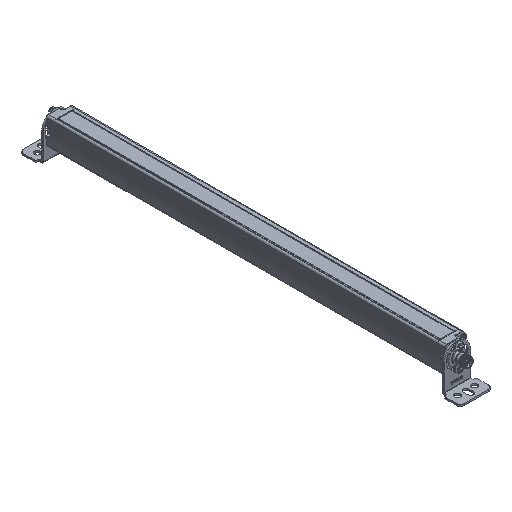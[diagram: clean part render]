
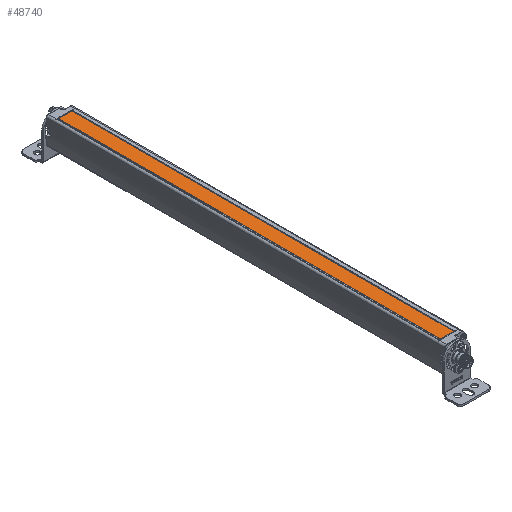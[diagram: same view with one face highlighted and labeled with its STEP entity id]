
A CAD part, isometric view. The second image highlights one B-rep face of the part: STEP entity #48740.
In plain terms, the highlighted planar face has unit normal (0, 0, 1).
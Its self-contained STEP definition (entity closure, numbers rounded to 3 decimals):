
#434=DIRECTION('',(1.,0.,0.));
#435=VECTOR('',#434,1.341);
#436=CARTESIAN_POINT('',(9.75,247.5,33.824));
#437=LINE('',#436,#435);
#652=DIRECTION('',(1.,0.,0.));
#653=VECTOR('',#652,22.415);
#654=CARTESIAN_POINT('',(-11.324,248.,33.824));
#655=LINE('',#654,#653);
#656=DIRECTION('',(-1.,0.,0.));
#657=VECTOR('',#656,22.415);
#658=CARTESIAN_POINT('',(11.091,-248.,33.824));
#659=LINE('',#658,#657);
#744=DIRECTION('',(0.,-1.,0.));
#745=VECTOR('',#744,0.5);
#746=CARTESIAN_POINT('',(-11.324,248.,33.824));
#747=LINE('',#746,#745);
#752=DIRECTION('',(1.,0.,0.));
#753=VECTOR('',#752,1.574);
#754=CARTESIAN_POINT('',(-11.324,247.5,33.824));
#755=LINE('',#754,#753);
#769=DIRECTION('',(0.,-1.,0.));
#770=VECTOR('',#769,495.);
#771=CARTESIAN_POINT('',(-9.75,247.5,33.824));
#772=LINE('',#771,#770);
#785=DIRECTION('',(1.,0.,0.));
#786=VECTOR('',#785,1.574);
#787=CARTESIAN_POINT('',(-11.324,-247.5,33.824));
#788=LINE('',#787,#786);
#802=DIRECTION('',(0.,1.,0.));
#803=VECTOR('',#802,0.5);
#804=CARTESIAN_POINT('',(-11.324,-248.,33.824));
#805=LINE('',#804,#803);
#890=DIRECTION('',(0.,1.,0.));
#891=VECTOR('',#890,0.5);
#892=CARTESIAN_POINT('',(11.091,-248.,33.824));
#893=LINE('',#892,#891);
#894=DIRECTION('',(1.,0.,0.));
#895=VECTOR('',#894,1.341);
#896=CARTESIAN_POINT('',(9.75,-247.5,33.824));
#897=LINE('',#896,#895);
#1112=DIRECTION('',(0.,-1.,0.));
#1113=VECTOR('',#1112,495.);
#1114=CARTESIAN_POINT('',(9.75,247.5,33.824));
#1115=LINE('',#1114,#1113);
#39036=DIRECTION('',(0.,1.,0.));
#39037=VECTOR('',#39036,0.5);
#39038=CARTESIAN_POINT('',(11.091,247.5,33.824));
#39039=LINE('',#39038,#39037);
#48194=CARTESIAN_POINT('',(-11.324,247.5,33.824));
#48195=CARTESIAN_POINT('',(-9.75,247.5,33.824));
#48196=VERTEX_POINT('',#48194);
#48197=VERTEX_POINT('',#48195);
#48198=CARTESIAN_POINT('',(9.75,247.5,33.824));
#48199=CARTESIAN_POINT('',(11.091,247.5,33.824));
#48200=VERTEX_POINT('',#48198);
#48201=VERTEX_POINT('',#48199);
#48206=CARTESIAN_POINT('',(-11.324,-247.5,33.824));
#48207=CARTESIAN_POINT('',(-9.75,-247.5,33.824));
#48208=VERTEX_POINT('',#48206);
#48209=VERTEX_POINT('',#48207);
#48210=CARTESIAN_POINT('',(9.75,-247.5,33.824));
#48211=CARTESIAN_POINT('',(11.091,-247.5,33.824));
#48212=VERTEX_POINT('',#48210);
#48213=VERTEX_POINT('',#48211);
#48218=CARTESIAN_POINT('',(11.091,-248.,33.824));
#48220=VERTEX_POINT('',#48218);
#48224=CARTESIAN_POINT('',(-11.324,-248.,33.824));
#48225=VERTEX_POINT('',#48224);
#48249=CARTESIAN_POINT('',(11.091,248.,33.824));
#48251=VERTEX_POINT('',#48249);
#48255=CARTESIAN_POINT('',(-11.324,248.,33.824));
#48256=VERTEX_POINT('',#48255);
#48710=CARTESIAN_POINT('',(-9.716,-248.,33.824));
#48711=DIRECTION('',(0.,0.,1.));
#48712=DIRECTION('',(1.,0.,0.));
#48713=AXIS2_PLACEMENT_3D('',#48710,#48711,#48712);
#48714=PLANE('',#48713);
#48716=ORIENTED_EDGE('',*,*,#48715,.T.);
#48718=ORIENTED_EDGE('',*,*,#48717,.F.);
#48719=ORIENTED_EDGE('',*,*,#48619,.F.);
#48721=ORIENTED_EDGE('',*,*,#48720,.T.);
#48723=ORIENTED_EDGE('',*,*,#48722,.T.);
#48725=ORIENTED_EDGE('',*,*,#48724,.F.);
#48727=ORIENTED_EDGE('',*,*,#48726,.T.);
#48729=ORIENTED_EDGE('',*,*,#48728,.T.);
#48731=ORIENTED_EDGE('',*,*,#48730,.T.);
#48733=ORIENTED_EDGE('',*,*,#48732,.F.);
#48735=ORIENTED_EDGE('',*,*,#48734,.F.);
#48737=ORIENTED_EDGE('',*,*,#48736,.F.);
#48738=EDGE_LOOP('',(#48716,#48718,#48719,#48721,#48723,#48725,#48727,#48729,
#48731,#48733,#48735,#48737));
#48739=FACE_OUTER_BOUND('',#48738,.F.);
#48740=ADVANCED_FACE('',(#48739),#48714,.T.);
#48619=EDGE_CURVE('',#48200,#48201,#437,.T.);
#48715=EDGE_CURVE('',#48256,#48251,#655,.T.);
#48717=EDGE_CURVE('',#48201,#48251,#39039,.T.);
#48720=EDGE_CURVE('',#48200,#48212,#1115,.T.);
#48722=EDGE_CURVE('',#48212,#48213,#897,.T.);
#48724=EDGE_CURVE('',#48220,#48213,#893,.T.);
#48726=EDGE_CURVE('',#48220,#48225,#659,.T.);
#48728=EDGE_CURVE('',#48225,#48208,#805,.T.);
#48730=EDGE_CURVE('',#48208,#48209,#788,.T.);
#48732=EDGE_CURVE('',#48197,#48209,#772,.T.);
#48734=EDGE_CURVE('',#48196,#48197,#755,.T.);
#48736=EDGE_CURVE('',#48256,#48196,#747,.T.);
